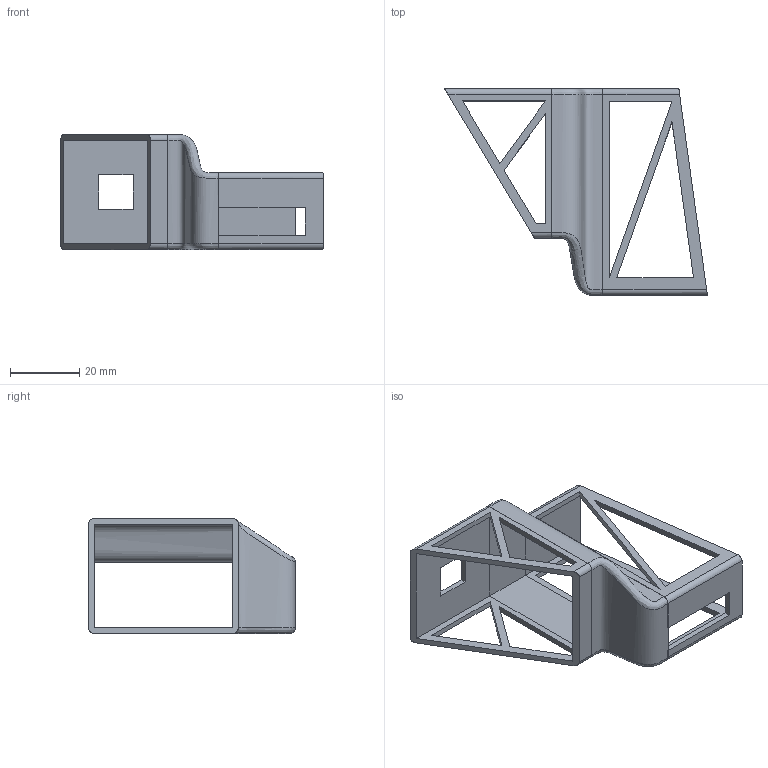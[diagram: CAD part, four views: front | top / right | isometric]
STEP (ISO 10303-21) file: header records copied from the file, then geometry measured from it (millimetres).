
FILE_DESCRIPTION(('FreeCAD Model'),'2;1');
FILE_NAME('Open CASCADE Shape Model','2021-06-19T21:30:02',('Author'),( ''),'Open CASCADE STEP processor 7.5','FreeCAD','Unknown');
FILE_SCHEMA(('AUTOMOTIVE_DESIGN { 1 0 10303 214 1 1 1 1 }'));
Length unit declared in the file: millimetre
Products named in the file (4): alveo_u50_fan_4_2W; Body002; Body; Body001
Assembly tree (3 placements, depth 2):
  alveo_u50_fan_4_2W
    Body002
    Body
    Body001
Bounding box: 75.88 x 59.72 x 33.21 mm (x, y, z)
Volume: 10368.3 mm3; surface area: 15803.9 mm2
Topology: 3 solids, 3 shells, 75 faces, 215 edges, 140 vertices
Faces by surface type: plane 57, cylinder 8, bspline 8, offset 2
Entity records: 9875 total; most frequent: CARTESIAN_POINT 5715, DIRECTION 693, LINE 510, VECTOR 510, ORIENTED_EDGE 420, PCURVE 420, DEFINITIONAL_REPRESENTATION 420, EDGE_CURVE 210
